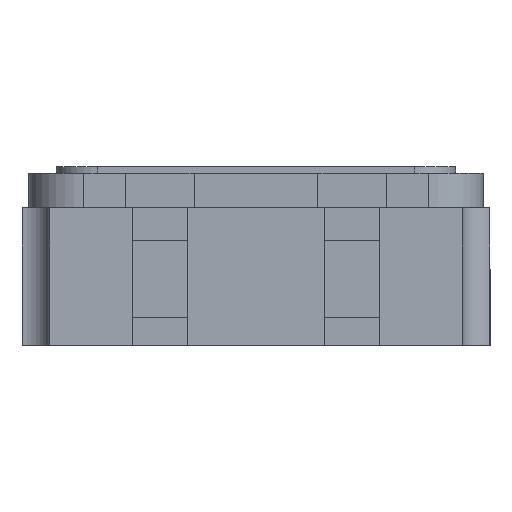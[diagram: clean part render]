
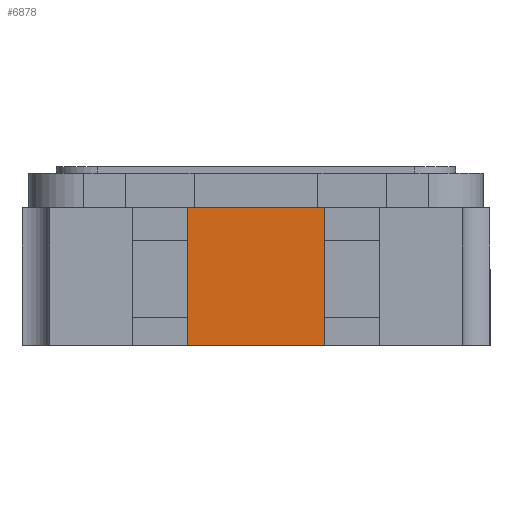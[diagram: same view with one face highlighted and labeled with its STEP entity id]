
A CAD part, left-side view. The second image highlights one B-rep face of the part: STEP entity #6878.
In plain terms, the highlighted planar face has unit normal (-1, 0, 0).
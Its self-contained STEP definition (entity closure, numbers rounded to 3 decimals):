
#444=ORIENTED_EDGE('',*,*,#1890,.T.);
#445=ORIENTED_EDGE('',*,*,#1992,.F.);
#446=ORIENTED_EDGE('',*,*,#1993,.F.);
#447=ORIENTED_EDGE('',*,*,#1990,.T.);
#1890=EDGE_CURVE('',#2690,#2689,#3230,.T.);
#1990=EDGE_CURVE('',#2752,#2690,#3326,.T.);
#1992=EDGE_CURVE('',#2753,#2689,#3328,.T.);
#1993=EDGE_CURVE('',#2752,#2753,#3329,.T.);
#2689=VERTEX_POINT('',#8901);
#2690=VERTEX_POINT('',#8903);
#2752=VERTEX_POINT('',#9098);
#2753=VERTEX_POINT('',#9102);
#3230=LINE('',#8902,#3889);
#3326=LINE('',#9097,#3985);
#3328=LINE('',#9101,#3987);
#3329=LINE('',#9103,#3988);
#3889=VECTOR('',#7567,1000.);
#3985=VECTOR('',#7737,1000.);
#3987=VECTOR('',#7741,1000.);
#3988=VECTOR('',#7742,1000.);
#4527=EDGE_LOOP('',(#444,#445,#446,#447));
#4842=FACE_BOUND('',#4527,.T.);
#5154=PLANE('',#7217);
#6878=ADVANCED_FACE('',(#4842),#5154,.F.);
#7217=AXIS2_PLACEMENT_3D('',#9100,#7739,#7740);
#7567=DIRECTION('',(0.,-1.,0.));
#7737=DIRECTION('',(0.,0.,-1.));
#7739=DIRECTION('',(1.,0.,0.));
#7740=DIRECTION('',(0.,1.,0.));
#7741=DIRECTION('',(0.,0.,-1.));
#7742=DIRECTION('',(0.,-1.,0.));
#8901=CARTESIAN_POINT('',(-2.6,-0.5,0.));
#8902=CARTESIAN_POINT('',(-2.6,0.5,0.));
#8903=CARTESIAN_POINT('',(-2.6,0.5,0.));
#9097=CARTESIAN_POINT('',(-2.6,0.5,1.));
#9098=CARTESIAN_POINT('',(-2.6,0.5,1.));
#9100=CARTESIAN_POINT('',(-2.6,0.5,1.));
#9101=CARTESIAN_POINT('',(-2.6,-0.5,1.));
#9102=CARTESIAN_POINT('',(-2.6,-0.5,1.));
#9103=CARTESIAN_POINT('',(-2.6,0.5,1.));
